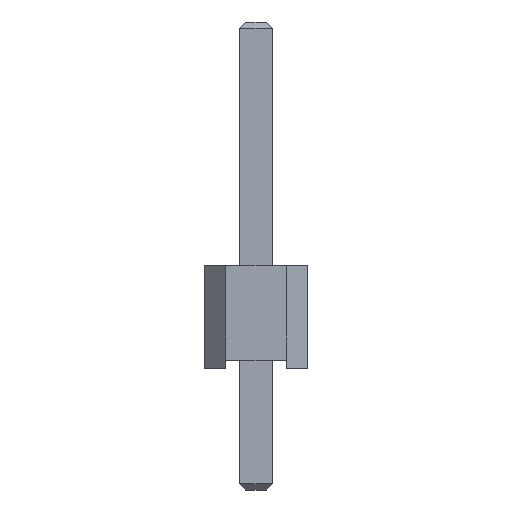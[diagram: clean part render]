
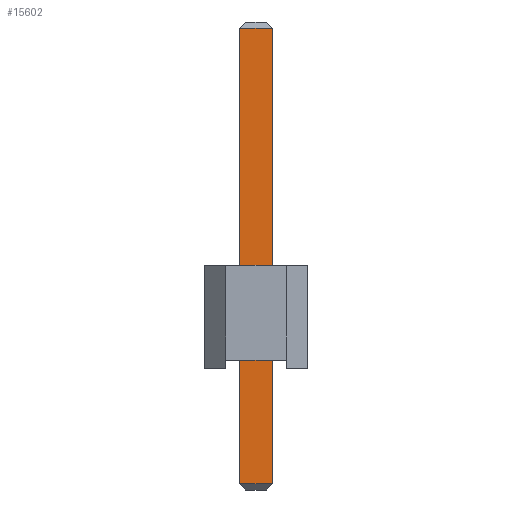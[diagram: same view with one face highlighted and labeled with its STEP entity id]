
A CAD part, front view. The second image highlights one B-rep face of the part: STEP entity #15602.
In plain terms, the highlighted planar face has unit normal (0, -1, 0).
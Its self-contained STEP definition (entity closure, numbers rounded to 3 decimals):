
#15190 = PLANE('',#15191);
#15191 = AXIS2_PLACEMENT_3D('',#15192,#15193,#15194);
#15192 = CARTESIAN_POINT('',(-0.4,-0.4,-3.));
#15193 = DIRECTION('',(-1.,0.,0.));
#15194 = DIRECTION('',(0.,1.,0.));
#15246 = PLANE('',#15247);
#15247 = AXIS2_PLACEMENT_3D('',#15248,#15249,#15250);
#15248 = CARTESIAN_POINT('',(0.4,0.4,-3.));
#15249 = DIRECTION('',(1.,0.,0.));
#15250 = DIRECTION('',(0.,-1.,0.));
#15287 = EDGE_CURVE('',#15288,#15290,#15292,.T.);
#15288 = VERTEX_POINT('',#15289);
#15289 = CARTESIAN_POINT('',(-0.4,-0.4,-2.85));
#15290 = VERTEX_POINT('',#15291);
#15291 = CARTESIAN_POINT('',(-0.4,-0.4,8.39));
#15292 = SURFACE_CURVE('',#15293,(#15297,#15304),.PCURVE_S1.);
#15293 = LINE('',#15294,#15295);
#15294 = CARTESIAN_POINT('',(-0.4,-0.4,-3.));
#15295 = VECTOR('',#15296,1.);
#15296 = DIRECTION('',(0.,0.,1.));
#15297 = PCURVE('',#15190,#15298);
#15298 = DEFINITIONAL_REPRESENTATION('',(#15299),#15303);
#15299 = LINE('',#15300,#15301);
#15300 = CARTESIAN_POINT('',(0.,0.));
#15301 = VECTOR('',#15302,1.);
#15302 = DIRECTION('',(0.,-1.));
#15303 = ( GEOMETRIC_REPRESENTATION_CONTEXT(2) 
PARAMETRIC_REPRESENTATION_CONTEXT() REPRESENTATION_CONTEXT('2D SPACE',''
  ) );
#15304 = PCURVE('',#15305,#15310);
#15305 = PLANE('',#15306);
#15306 = AXIS2_PLACEMENT_3D('',#15307,#15308,#15309);
#15307 = CARTESIAN_POINT('',(0.4,-0.4,-3.));
#15308 = DIRECTION('',(0.,-1.,0.));
#15309 = DIRECTION('',(-1.,0.,0.));
#15310 = DEFINITIONAL_REPRESENTATION('',(#15311),#15315);
#15311 = LINE('',#15312,#15313);
#15312 = CARTESIAN_POINT('',(0.8,0.));
#15313 = VECTOR('',#15314,1.);
#15314 = DIRECTION('',(0.,-1.));
#15315 = ( GEOMETRIC_REPRESENTATION_CONTEXT(2) 
PARAMETRIC_REPRESENTATION_CONTEXT() REPRESENTATION_CONTEXT('2D SPACE',''
  ) );
#15537 = VERTEX_POINT('',#15538);
#15538 = CARTESIAN_POINT('',(0.4,-0.4,8.39));
#15559 = EDGE_CURVE('',#15560,#15537,#15562,.T.);
#15560 = VERTEX_POINT('',#15561);
#15561 = CARTESIAN_POINT('',(0.4,-0.4,-2.85));
#15562 = SURFACE_CURVE('',#15563,(#15567,#15574),.PCURVE_S1.);
#15563 = LINE('',#15564,#15565);
#15564 = CARTESIAN_POINT('',(0.4,-0.4,-3.));
#15565 = VECTOR('',#15566,1.);
#15566 = DIRECTION('',(0.,0.,1.));
#15567 = PCURVE('',#15246,#15568);
#15568 = DEFINITIONAL_REPRESENTATION('',(#15569),#15573);
#15569 = LINE('',#15570,#15571);
#15570 = CARTESIAN_POINT('',(0.8,0.));
#15571 = VECTOR('',#15572,1.);
#15572 = DIRECTION('',(0.,-1.));
#15573 = ( GEOMETRIC_REPRESENTATION_CONTEXT(2) 
PARAMETRIC_REPRESENTATION_CONTEXT() REPRESENTATION_CONTEXT('2D SPACE',''
  ) );
#15574 = PCURVE('',#15305,#15575);
#15575 = DEFINITIONAL_REPRESENTATION('',(#15576),#15580);
#15576 = LINE('',#15577,#15578);
#15577 = CARTESIAN_POINT('',(0.,-0.));
#15578 = VECTOR('',#15579,1.);
#15579 = DIRECTION('',(0.,-1.));
#15580 = ( GEOMETRIC_REPRESENTATION_CONTEXT(2) 
PARAMETRIC_REPRESENTATION_CONTEXT() REPRESENTATION_CONTEXT('2D SPACE',''
  ) );
#15602 = ADVANCED_FACE('',(#15603),#15305,.T.);
#15603 = FACE_BOUND('',#15604,.T.);
#15604 = EDGE_LOOP('',(#15605,#15606,#15632,#15633));
#15605 = ORIENTED_EDGE('',*,*,#15559,.T.);
#15606 = ORIENTED_EDGE('',*,*,#15607,.T.);
#15607 = EDGE_CURVE('',#15537,#15290,#15608,.T.);
#15608 = SURFACE_CURVE('',#15609,(#15613,#15620),.PCURVE_S1.);
#15609 = LINE('',#15610,#15611);
#15610 = CARTESIAN_POINT('',(0.4,-0.4,8.39));
#15611 = VECTOR('',#15612,1.);
#15612 = DIRECTION('',(-1.,0.,0.));
#15613 = PCURVE('',#15305,#15614);
#15614 = DEFINITIONAL_REPRESENTATION('',(#15615),#15619);
#15615 = LINE('',#15616,#15617);
#15616 = CARTESIAN_POINT('',(0.,-11.39));
#15617 = VECTOR('',#15618,1.);
#15618 = DIRECTION('',(1.,0.));
#15619 = ( GEOMETRIC_REPRESENTATION_CONTEXT(2) 
PARAMETRIC_REPRESENTATION_CONTEXT() REPRESENTATION_CONTEXT('2D SPACE',''
  ) );
#15620 = PCURVE('',#15621,#15626);
#15621 = PLANE('',#15622);
#15622 = AXIS2_PLACEMENT_3D('',#15623,#15624,#15625);
#15623 = CARTESIAN_POINT('',(0.4,-0.325,8.465));
#15624 = DIRECTION('',(0.,-0.707,0.707));
#15625 = DIRECTION('',(1.,0.,0.));
#15626 = DEFINITIONAL_REPRESENTATION('',(#15627),#15631);
#15627 = LINE('',#15628,#15629);
#15628 = CARTESIAN_POINT('',(-0.,-0.106));
#15629 = VECTOR('',#15630,1.);
#15630 = DIRECTION('',(-1.,0.));
#15631 = ( GEOMETRIC_REPRESENTATION_CONTEXT(2) 
PARAMETRIC_REPRESENTATION_CONTEXT() REPRESENTATION_CONTEXT('2D SPACE',''
  ) );
#15632 = ORIENTED_EDGE('',*,*,#15287,.F.);
#15633 = ORIENTED_EDGE('',*,*,#15634,.F.);
#15634 = EDGE_CURVE('',#15560,#15288,#15635,.T.);
#15635 = SURFACE_CURVE('',#15636,(#15640,#15647),.PCURVE_S1.);
#15636 = LINE('',#15637,#15638);
#15637 = CARTESIAN_POINT('',(0.4,-0.4,-2.85));
#15638 = VECTOR('',#15639,1.);
#15639 = DIRECTION('',(-1.,0.,0.));
#15640 = PCURVE('',#15305,#15641);
#15641 = DEFINITIONAL_REPRESENTATION('',(#15642),#15646);
#15642 = LINE('',#15643,#15644);
#15643 = CARTESIAN_POINT('',(0.,-0.15));
#15644 = VECTOR('',#15645,1.);
#15645 = DIRECTION('',(1.,0.));
#15646 = ( GEOMETRIC_REPRESENTATION_CONTEXT(2) 
PARAMETRIC_REPRESENTATION_CONTEXT() REPRESENTATION_CONTEXT('2D SPACE',''
  ) );
#15647 = PCURVE('',#15648,#15653);
#15648 = PLANE('',#15649);
#15649 = AXIS2_PLACEMENT_3D('',#15650,#15651,#15652);
#15650 = CARTESIAN_POINT('',(0.4,-0.325,-2.925));
#15651 = DIRECTION('',(0.,0.707,0.707)
  );
#15652 = DIRECTION('',(1.,0.,0.));
#15653 = DEFINITIONAL_REPRESENTATION('',(#15654),#15658);
#15654 = LINE('',#15655,#15656);
#15655 = CARTESIAN_POINT('',(-0.,-0.106));
#15656 = VECTOR('',#15657,1.);
#15657 = DIRECTION('',(-1.,0.));
#15658 = ( GEOMETRIC_REPRESENTATION_CONTEXT(2) 
PARAMETRIC_REPRESENTATION_CONTEXT() REPRESENTATION_CONTEXT('2D SPACE',''
  ) );
